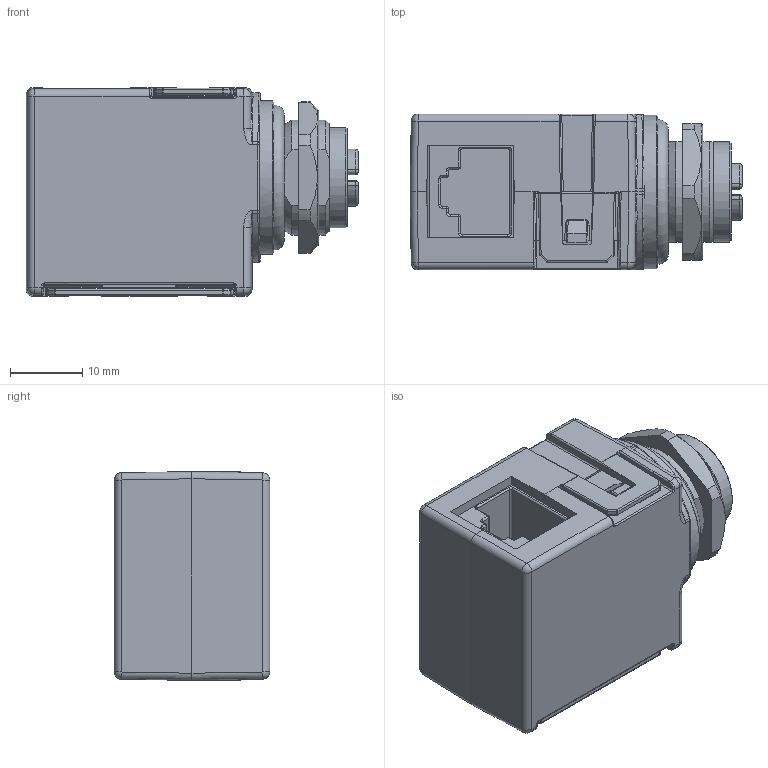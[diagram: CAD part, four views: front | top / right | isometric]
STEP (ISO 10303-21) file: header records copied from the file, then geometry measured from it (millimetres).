
FILE_DESCRIPTION(/* description */ (''),/* implementation_level */ '2;1');
FILE_NAME(/* name */ 'IE-WFKFDSX8-RJ45KS_stp.stp',/* time_stamp */ '2016-09-21T17:05:49+02:00',/* author */ (''),/* organization */ (''),/* preprocessor_version */ 'ST-DEVELOPER v16',/* originating_system */ 'SIEMENS PLM Software NX 10.0',/* authorisation */ '');
FILE_SCHEMA (('AUTOMOTIVE_DESIGN { 1 0 10303 214 3 1 1 1 }'));
Length unit declared in the file: millimetre
Products named in the file (1): IE-WFKFDSX8-RJ45KS_stp
Bounding box: 46.1 x 21.6 x 29.01 mm (x, y, z)
Volume: 20819.8 mm3; surface area: 7228.3 mm2
Topology: 1 solids, 1 shells, 713 faces, 1686 edges, 992 vertices
Faces by surface type: cylinder 302, plane 209, bspline 116, sphere 41, torus 33, cone 12
Full cylindrical faces by diameter (mm): 0.725 x8, 1.29 x8, 8.2 x1, 11 x1, 13.9 x1, 21.3 x1
Entity records: 30875 total; most frequent: CARTESIAN_POINT 15377, ORIENTED_EDGE 3302, DIRECTION 3105, EDGE_CURVE 1651, AXIS2_PLACEMENT_3D 1177, VERTEX_POINT 986, EDGE_LOOP 769, LINE 751
